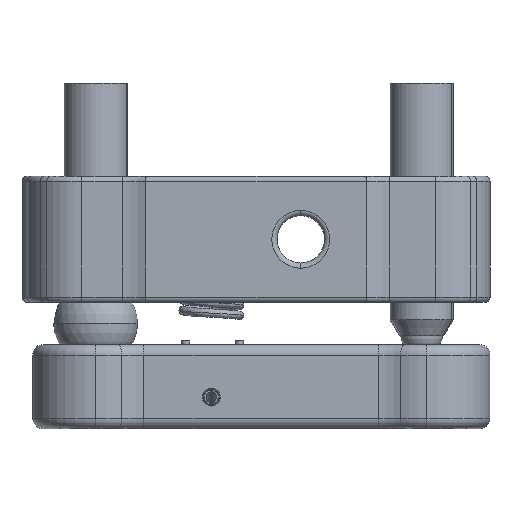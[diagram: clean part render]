
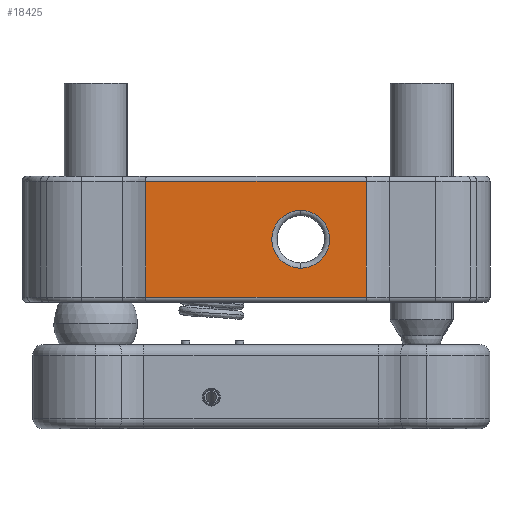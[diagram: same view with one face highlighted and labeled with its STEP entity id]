
A CAD part, front view. The second image highlights one B-rep face of the part: STEP entity #18425.
In plain terms, the highlighted planar face has unit normal (0, -1, 0).
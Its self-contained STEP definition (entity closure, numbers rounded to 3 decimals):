
#414 = CARTESIAN_POINT ( 'NONE',  ( 4.75, -7., -5.5 ) ) ;
#995 = EDGE_LOOP ( 'NONE', ( #10771, #3597 ) ) ;
#999 = CARTESIAN_POINT ( 'NONE',  ( 31., -7., 5.5 ) ) ;
#1073 = AXIS2_PLACEMENT_3D ( 'NONE', #18712, #8536, #20417 ) ;
#1675 = DIRECTION ( 'NONE',  ( 0., 0., 1. ) ) ;
#2753 = FACE_OUTER_BOUND ( 'NONE', #6386, .T. ) ;
#3170 = DIRECTION ( 'NONE',  ( 0., 0., -1. ) ) ;
#3597 = ORIENTED_EDGE ( 'NONE', *, *, #6079, .T. ) ;
#4911 = VERTEX_POINT ( 'NONE', #7226 ) ;
#5841 = VERTEX_POINT ( 'NONE', #6126 ) ;
#5961 = VECTOR ( 'NONE', #19605, 1000. ) ;
#6079 = EDGE_CURVE ( 'NONE', #14828, #16927, #11315, .T. ) ;
#6126 = CARTESIAN_POINT ( 'NONE',  ( 25.75, -7., -5.5 ) ) ;
#6386 = EDGE_LOOP ( 'NONE', ( #18284, #8417, #16855, #13722 ) ) ;
#6583 = CARTESIAN_POINT ( 'NONE',  ( 19.5, -7., 0. ) ) ;
#6699 = EDGE_CURVE ( 'NONE', #4911, #5841, #7042, .T. ) ;
#7042 = LINE ( 'NONE', #8201, #10467 ) ;
#7226 = CARTESIAN_POINT ( 'NONE',  ( 25.75, -7., 5.5 ) ) ;
#7239 = EDGE_CURVE ( 'NONE', #12645, #14070, #16823, .T. ) ;
#8201 = CARTESIAN_POINT ( 'NONE',  ( 25.75, -7., 6. ) ) ;
#8257 = DIRECTION ( 'NONE',  ( 0., 0., 1. ) ) ;
#8417 = ORIENTED_EDGE ( 'NONE', *, *, #18050, .T. ) ;
#8536 = DIRECTION ( 'NONE',  ( 0., 1., 0. ) ) ;
#8540 = AXIS2_PLACEMENT_3D ( 'NONE', #6583, #18427, #8257 ) ;
#10467 = VECTOR ( 'NONE', #3170, 1000. ) ;
#10771 = ORIENTED_EDGE ( 'NONE', *, *, #12467, .T. ) ;
#10992 = LINE ( 'NONE', #12955, #5961 ) ;
#11315 = CIRCLE ( 'NONE', #1073, 2.75 ) ;
#11773 = FACE_BOUND ( 'NONE', #995, .T. ) ;
#11820 = DIRECTION ( 'NONE',  ( 0., 1., 0. ) ) ;
#11850 = AXIS2_PLACEMENT_3D ( 'NONE', #21973, #11820, #1675 ) ;
#12232 = CIRCLE ( 'NONE', #8540, 2.75 ) ;
#12293 = VECTOR ( 'NONE', #14874, 1000. ) ;
#12467 = EDGE_CURVE ( 'NONE', #16927, #14828, #12232, .T. ) ;
#12645 = VERTEX_POINT ( 'NONE', #17014 ) ;
#12955 = CARTESIAN_POINT ( 'NONE',  ( 25.75, -7., -5.5 ) ) ;
#13722 = ORIENTED_EDGE ( 'NONE', *, *, #16317, .T. ) ;
#14070 = VERTEX_POINT ( 'NONE', #414 ) ;
#14828 = VERTEX_POINT ( 'NONE', #21461 ) ;
#14874 = DIRECTION ( 'NONE',  ( 0., 0., -1. ) ) ;
#16317 = EDGE_CURVE ( 'NONE', #14070, #5841, #10992, .T. ) ;
#16796 = PLANE ( 'NONE',  #11850 ) ;
#16823 = LINE ( 'NONE', #21590, #12293 ) ;
#16855 = ORIENTED_EDGE ( 'NONE', *, *, #7239, .T. ) ;
#16927 = VERTEX_POINT ( 'NONE', #20987 ) ;
#17014 = CARTESIAN_POINT ( 'NONE',  ( 4.75, -7., 5.5 ) ) ;
#17588 = LINE ( 'NONE', #999, #21593 ) ;
#18050 = EDGE_CURVE ( 'NONE', #4911, #12645, #17588, .T. ) ;
#18284 = ORIENTED_EDGE ( 'NONE', *, *, #6699, .F. ) ;
#18425 = ADVANCED_FACE ( 'NONE', ( #11773, #2753 ), #16796, .F. ) ;
#18427 = DIRECTION ( 'NONE',  ( 0., 1., 0. ) ) ;
#18712 = CARTESIAN_POINT ( 'NONE',  ( 19.5, -7., 0. ) ) ;
#19605 = DIRECTION ( 'NONE',  ( 1., 0., 0. ) ) ;
#20417 = DIRECTION ( 'NONE',  ( 0., 0., 1. ) ) ;
#20987 = CARTESIAN_POINT ( 'NONE',  ( 19.5, -7., 2.75 ) ) ;
#21310 = DIRECTION ( 'NONE',  ( -1., 0., 0. ) ) ;
#21461 = CARTESIAN_POINT ( 'NONE',  ( 19.5, -7., -2.75 ) ) ;
#21590 = CARTESIAN_POINT ( 'NONE',  ( 4.75, -7., 6. ) ) ;
#21593 = VECTOR ( 'NONE', #21310, 1000. ) ;
#21973 = CARTESIAN_POINT ( 'NONE',  ( 31., -7., -6. ) ) ;
